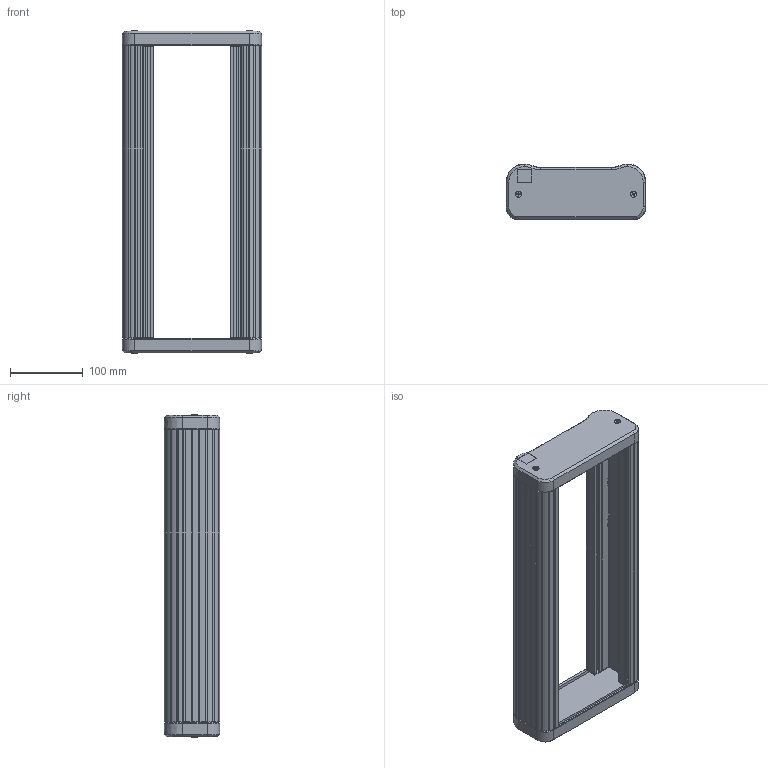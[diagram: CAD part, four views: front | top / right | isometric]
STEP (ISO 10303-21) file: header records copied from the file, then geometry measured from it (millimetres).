
FILE_DESCRIPTION (( 'STEP AP214' ), '1' );
FILE_NAME ('29130000.STEP', '2016-03-08T08:35:58', ( 'Macha' ), ( 'Hewlett-Packard Company' ), 'SwSTEP 2.0', 'SolidWorks 2015', '' );
FILE_SCHEMA (( 'AUTOMOTIVE_DESIGN' ));
Length unit declared in the file: millimetre
Products named in the file (16): 51040; 11505_L„nge 399; 29130000; 93517; 51425; 93253; 21342; 51140; 11504_400 lang; 82010; 93110_EJOT Delta PT Schraube KA50x30; 82001; 51405; 86219; 86200; 21343
Assembly tree (44 placements, depth 3):
  29130000
    51040
      11505_L„nge 399  x2
    51405  x2
      21343
      86200
      86219
    82001  x4
    93110_EJOT Delta PT Schraube KA50x30  x8
    82010  x2
    51140  x2
      11504_400 lang
    51425  x2
      21342
      93253
    93517  x8
Bounding box: 191 x 75.99 x 441.9 mm (x, y, z)
Volume: 949095.1 mm3; surface area: 675627.3 mm2
Topology: 46 solids, 54 shells, 2866 faces, 8044 edges, 5302 vertices
Faces by surface type: plane 1526, cylinder 682, cone 602, torus 32, bspline 24
Entity records: 20463 total; most frequent: CARTESIAN_POINT 4440, ORIENTED_EDGE 3252, DIRECTION 3111, EDGE_CURVE 1628, VERTEX_POINT 1067, VECTOR 1065, LINE 1065, AXIS2_PLACEMENT_3D 1023
